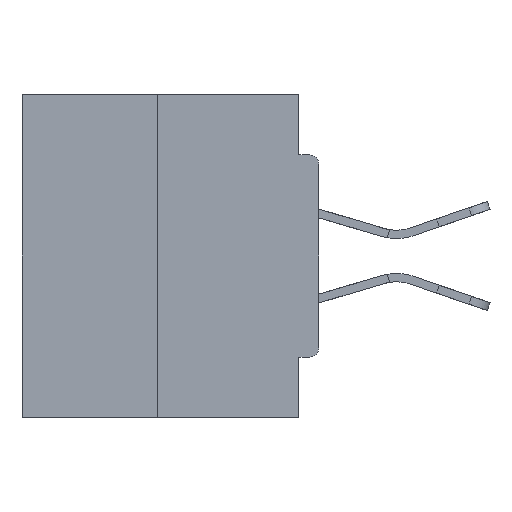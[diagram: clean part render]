
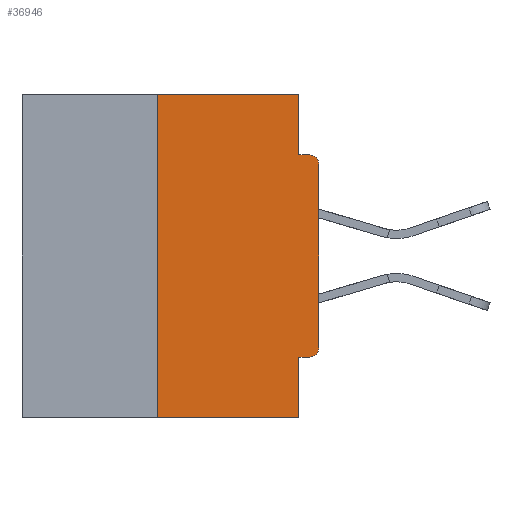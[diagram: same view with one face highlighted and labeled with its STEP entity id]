
A CAD part, left-side view. The second image highlights one B-rep face of the part: STEP entity #36946.
In plain terms, the highlighted planar face has unit normal (-1, 0, 0).
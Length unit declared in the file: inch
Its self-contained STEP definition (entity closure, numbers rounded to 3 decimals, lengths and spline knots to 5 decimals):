
#470 = ORIENTED_EDGE ( 'NONE', *, *, #22651, .T. ) ;
#708 = VERTEX_POINT ( 'NONE', #7810 ) ;
#890 = CIRCLE ( 'NONE', #31660, 0.015 ) ;
#1274 = ORIENTED_EDGE ( 'NONE', *, *, #4895, .F. ) ;
#2322 = LINE ( 'NONE', #41377, #14818 ) ;
#2585 = LINE ( 'NONE', #38714, #37378 ) ;
#3926 = DIRECTION ( 'NONE',  ( 0., 0., -1. ) ) ;
#4185 = VERTEX_POINT ( 'NONE', #20748 ) ;
#4895 = EDGE_CURVE ( 'NONE', #28011, #708, #46451, .T. ) ;
#6145 = VECTOR ( 'NONE', #21784, 39.37008 ) ;
#6781 = CARTESIAN_POINT ( 'NONE',  ( 0., 0.031, -0.5 ) ) ;
#7067 = VECTOR ( 'NONE', #16942, 39.37008 ) ;
#7810 = CARTESIAN_POINT ( 'NONE',  ( 0., 0.031, -0.0935 ) ) ;
#8246 = EDGE_CURVE ( 'NONE', #708, #9181, #16914, .T. ) ;
#8916 = CIRCLE ( 'NONE', #11589, 0.015 ) ;
#9181 = VERTEX_POINT ( 'NONE', #35069 ) ;
#9343 = EDGE_CURVE ( 'NONE', #35591, #19704, #31132, .T. ) ;
#9442 = DIRECTION ( 'NONE',  ( 1., 0., 0. ) ) ;
#9808 = VECTOR ( 'NONE', #11738, 39.37008 ) ;
#9837 = ORIENTED_EDGE ( 'NONE', *, *, #35765, .F. ) ;
#10032 = VECTOR ( 'NONE', #17783, 39.37008 ) ;
#10341 = CARTESIAN_POINT ( 'NONE',  ( 0., 0., 0. ) ) ;
#10639 = DIRECTION ( 'NONE',  ( 0., 0., -1. ) ) ;
#10692 = VERTEX_POINT ( 'NONE', #6781 ) ;
#11589 = AXIS2_PLACEMENT_3D ( 'NONE', #14579, #25600, #3926 ) ;
#11738 = DIRECTION ( 'NONE',  ( 0., 1., 0. ) ) ;
#12208 = LINE ( 'NONE', #35386, #40212 ) ;
#12530 = EDGE_CURVE ( 'NONE', #4185, #28011, #2322, .T. ) ;
#13322 = CARTESIAN_POINT ( 'NONE',  ( 0., 0.031, 0. ) ) ;
#14579 = CARTESIAN_POINT ( 'NONE',  ( 0., 0.015, -0.1085 ) ) ;
#14757 = CARTESIAN_POINT ( 'NONE',  ( 0., 0.031, 0. ) ) ;
#14818 = VECTOR ( 'NONE', #19315, 39.37008 ) ;
#15991 = VERTEX_POINT ( 'NONE', #17801 ) ;
#16410 = CARTESIAN_POINT ( 'NONE',  ( 0., 0.46, -0.5 ) ) ;
#16593 = ORIENTED_EDGE ( 'NONE', *, *, #17247, .T. ) ;
#16914 = LINE ( 'NONE', #25644, #6145 ) ;
#16942 = DIRECTION ( 'NONE',  ( 0., 0., -1. ) ) ;
#17142 = DIRECTION ( 'NONE',  ( 0., 0., 1. ) ) ;
#17247 = EDGE_CURVE ( 'NONE', #19704, #9181, #8916, .T. ) ;
#17469 = CARTESIAN_POINT ( 'NONE',  ( 0., 0., -0.1085 ) ) ;
#17783 = DIRECTION ( 'NONE',  ( 0., 0., 1. ) ) ;
#17801 = CARTESIAN_POINT ( 'NONE',  ( 0., 0.031, -0.4065 ) ) ;
#17887 = EDGE_CURVE ( 'NONE', #33051, #4185, #12208, .T. ) ;
#19315 = DIRECTION ( 'NONE',  ( 0., -1., 0. ) ) ;
#19704 = VERTEX_POINT ( 'NONE', #17469 ) ;
#20592 = AXIS2_PLACEMENT_3D ( 'NONE', #31125, #9442, #34949 ) ;
#20666 = ORIENTED_EDGE ( 'NONE', *, *, #42380, .F. ) ;
#20748 = CARTESIAN_POINT ( 'NONE',  ( 0., 0.25, 0. ) ) ;
#21175 = LINE ( 'NONE', #41569, #9808 ) ;
#21784 = DIRECTION ( 'NONE',  ( 0., -1., 0. ) ) ;
#21871 = LINE ( 'NONE', #16410, #32756 ) ;
#22651 = EDGE_CURVE ( 'NONE', #42481, #35591, #890, .T. ) ;
#24000 = DIRECTION ( 'NONE',  ( 0., 0., -1. ) ) ;
#25084 = ORIENTED_EDGE ( 'NONE', *, *, #12530, .F. ) ;
#25600 = DIRECTION ( 'NONE',  ( -1., 0., 0. ) ) ;
#25644 = CARTESIAN_POINT ( 'NONE',  ( 0., 0., -0.0935 ) ) ;
#25863 = CARTESIAN_POINT ( 'NONE',  ( 0., 0.25, -0.5 ) ) ;
#28011 = VERTEX_POINT ( 'NONE', #14757 ) ;
#28028 = ORIENTED_EDGE ( 'NONE', *, *, #37384, .T. ) ;
#31125 = CARTESIAN_POINT ( 'NONE',  ( 0., 0.46, 0. ) ) ;
#31132 = LINE ( 'NONE', #10341, #10032 ) ;
#31660 = AXIS2_PLACEMENT_3D ( 'NONE', #36500, #36339, #10639 ) ;
#32756 = VECTOR ( 'NONE', #38505, 39.37008 ) ;
#33051 = VERTEX_POINT ( 'NONE', #25863 ) ;
#34949 = DIRECTION ( 'NONE',  ( 0., 0., -1. ) ) ;
#35069 = CARTESIAN_POINT ( 'NONE',  ( 0., 0.015, -0.0935 ) ) ;
#35386 = CARTESIAN_POINT ( 'NONE',  ( 0., 0.25, 0. ) ) ;
#35591 = VERTEX_POINT ( 'NONE', #41124 ) ;
#35765 = EDGE_CURVE ( 'NONE', #15991, #10692, #2585, .T. ) ;
#36240 = FACE_OUTER_BOUND ( 'NONE', #41585, .T. ) ;
#36339 = DIRECTION ( 'NONE',  ( -1., 0., 0. ) ) ;
#36500 = CARTESIAN_POINT ( 'NONE',  ( 0., 0.015, -0.3915 ) ) ;
#36678 = ORIENTED_EDGE ( 'NONE', *, *, #9343, .T. ) ;
#36946 = ADVANCED_FACE ( 'NONE', ( #36240 ), #41965, .F. ) ;
#37378 = VECTOR ( 'NONE', #24000, 39.37008 ) ;
#37384 = EDGE_CURVE ( 'NONE', #33051, #10692, #21871, .T. ) ;
#38505 = DIRECTION ( 'NONE',  ( 0., -1., 0. ) ) ;
#38714 = CARTESIAN_POINT ( 'NONE',  ( 0., 0.031, -0.5 ) ) ;
#40212 = VECTOR ( 'NONE', #17142, 39.37008 ) ;
#41124 = CARTESIAN_POINT ( 'NONE',  ( 0., 0., -0.3915 ) ) ;
#41377 = CARTESIAN_POINT ( 'NONE',  ( 0., 0.46, 0. ) ) ;
#41569 = CARTESIAN_POINT ( 'NONE',  ( 0., 0., -0.4065 ) ) ;
#41585 = EDGE_LOOP ( 'NONE', ( #25084, #44709, #28028, #9837, #20666, #470, #36678, #16593, #44810, #1274 ) ) ;
#41965 = PLANE ( 'NONE',  #20592 ) ;
#42380 = EDGE_CURVE ( 'NONE', #42481, #15991, #21175, .T. ) ;
#42481 = VERTEX_POINT ( 'NONE', #45737 ) ;
#44709 = ORIENTED_EDGE ( 'NONE', *, *, #17887, .F. ) ;
#44810 = ORIENTED_EDGE ( 'NONE', *, *, #8246, .F. ) ;
#45737 = CARTESIAN_POINT ( 'NONE',  ( 0., 0.015, -0.4065 ) ) ;
#46451 = LINE ( 'NONE', #13322, #7067 ) ;
